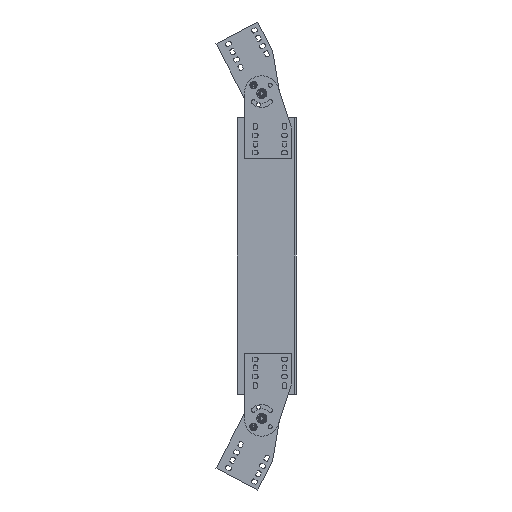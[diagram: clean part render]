
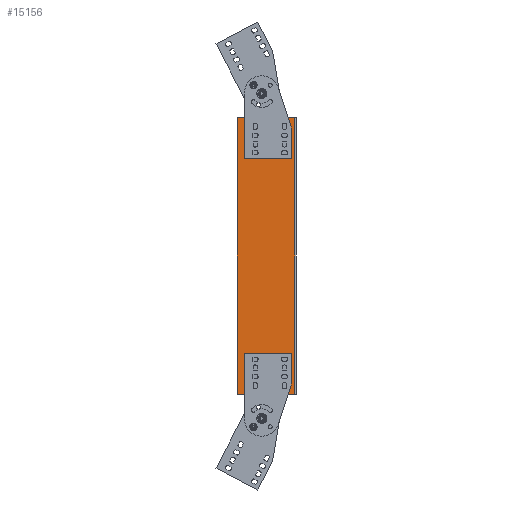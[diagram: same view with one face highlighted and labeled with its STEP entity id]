
A CAD part, left-side view. The second image highlights one B-rep face of the part: STEP entity #15156.
In plain terms, the highlighted planar face has unit normal (-1, 0, 0).
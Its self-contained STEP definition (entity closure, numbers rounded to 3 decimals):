
#4368 = VECTOR ( 'NONE', #19221, 1000. ) ;
#4371 = LINE ( 'NONE', #19223, #4368 ) ;
#4496 = VECTOR ( 'NONE', #19041, 1000. ) ;
#4500 = VECTOR ( 'NONE', #19054, 1000. ) ;
#4503 = LINE ( 'NONE', #19104, #4500 ) ;
#4504 = VECTOR ( 'NONE', #19061, 1000. ) ;
#4507 = LINE ( 'NONE', #19069, #4504 ) ;
#4512 = LINE ( 'NONE', #19142, #4496 ) ;
#5444 = AXIS2_PLACEMENT_3D ( 'NONE', #6910, #6899, #6896 ) ;
#6896 = DIRECTION ( 'NONE',  ( 0., -1., 0. ) ) ;
#6899 = DIRECTION ( 'NONE',  ( 1., 0., 0. ) ) ;
#6902 = PLANE ( 'NONE',  #5444 ) ;
#6910 = CARTESIAN_POINT ( 'NONE',  ( -284.243, 78.367, -235. ) ) ;
#9798 = FACE_OUTER_BOUND ( 'NONE', #25661, .T. ) ;
#10978 = EDGE_CURVE ( 'NONE', #25196, #25034, #14764, .T. ) ;
#11004 = EDGE_CURVE ( 'NONE', #25196, #24594, #14721, .T. ) ;
#11029 = EDGE_CURVE ( 'NONE', #24504, #25216, #14674, .T. ) ;
#11047 = EDGE_CURVE ( 'NONE', #24426, #25092, #14651, .T. ) ;
#11088 = EDGE_CURVE ( 'NONE', #24504, #24603, #14584, .T. ) ;
#11108 = EDGE_CURVE ( 'NONE', #24608, #25034, #14553, .T. ) ;
#11141 = EDGE_CURVE ( 'NONE', #24594, #24426, #14508, .T. ) ;
#11171 = EDGE_CURVE ( 'NONE', #24603, #24608, #14461, .T. ) ;
#11225 = EDGE_CURVE ( 'NONE', #24947, #25092, #14394, .T. ) ;
#11451 = EDGE_CURVE ( 'NONE', #25216, #24781, #14077, .T. ) ;
#14075 = VECTOR ( 'NONE', #16339, 1000. ) ;
#14077 = LINE ( 'NONE', #16324, #14075 ) ;
#14389 = VECTOR ( 'NONE', #19854, 1000. ) ;
#14394 = LINE ( 'NONE', #19860, #14389 ) ;
#14458 = VECTOR ( 'NONE', #20125, 1000. ) ;
#14461 = LINE ( 'NONE', #20126, #14458 ) ;
#14505 = VECTOR ( 'NONE', #20253, 1000. ) ;
#14508 = LINE ( 'NONE', #20262, #14505 ) ;
#14550 = VECTOR ( 'NONE', #20390, 1000. ) ;
#14553 = LINE ( 'NONE', #20391, #14550 ) ;
#14581 = VECTOR ( 'NONE', #20460, 1000. ) ;
#14584 = LINE ( 'NONE', #20461, #14581 ) ;
#14643 = VECTOR ( 'NONE', #20604, 1000. ) ;
#14651 = LINE ( 'NONE', #20613, #14643 ) ;
#14672 = VECTOR ( 'NONE', #19759, 1000. ) ;
#14674 = LINE ( 'NONE', #19781, #14672 ) ;
#14716 = VECTOR ( 'NONE', #19939, 1000. ) ;
#14721 = LINE ( 'NONE', #19950, #14716 ) ;
#14756 = VECTOR ( 'NONE', #20175, 1000. ) ;
#14764 = LINE ( 'NONE', #20159, #14756 ) ;
#15156 = ADVANCED_FACE ( 'NONE', ( #9798 ), #6902, .F. ) ;
#16324 = CARTESIAN_POINT ( 'NONE',  ( -284.243, 78.367, 235. ) ) ;
#16339 = DIRECTION ( 'NONE',  ( 0., 1., 0. ) ) ;
#17466 = CARTESIAN_POINT ( 'NONE',  ( -284.243, -13.633, 165. ) ) ;
#17649 = CARTESIAN_POINT ( 'NONE',  ( -284.243, -13.633, -219. ) ) ;
#17655 = CARTESIAN_POINT ( 'NONE',  ( -284.243, -8.434, -235. ) ) ;
#17667 = CARTESIAN_POINT ( 'NONE',  ( -284.243, 66.367, -235. ) ) ;
#17760 = CARTESIAN_POINT ( 'NONE',  ( -284.243, 78.367, -235. ) ) ;
#17783 = CARTESIAN_POINT ( 'NONE',  ( -284.243, -19.833, -235. ) ) ;
#19041 = DIRECTION ( 'NONE',  ( 0., -1., 0. ) ) ;
#19054 = DIRECTION ( 'NONE',  ( 0., 0., 1. ) ) ;
#19061 = DIRECTION ( 'NONE',  ( 0., -0.309, -0.951 ) ) ;
#19069 = CARTESIAN_POINT ( 'NONE',  ( -284.243, -42.057, 131.521 ) ) ;
#19104 = CARTESIAN_POINT ( 'NONE',  ( -284.243, 66.367, 109.287 ) ) ;
#19142 = CARTESIAN_POINT ( 'NONE',  ( -284.243, 26.373, 165. ) ) ;
#19221 = DIRECTION ( 'NONE',  ( 0., 0., -1. ) ) ;
#19223 = CARTESIAN_POINT ( 'NONE',  ( -284.243, -13.633, 109.287 ) ) ;
#19759 = DIRECTION ( 'NONE',  ( 0., 0., 1. ) ) ;
#19781 = CARTESIAN_POINT ( 'NONE',  ( -284.243, -19.833, -235. ) ) ;
#19854 = DIRECTION ( 'NONE',  ( 0., 1., 0. ) ) ;
#19860 = CARTESIAN_POINT ( 'NONE',  ( -284.243, 78.367, 235. ) ) ;
#19939 = DIRECTION ( 'NONE',  ( 0., 0., -1. ) ) ;
#19950 = CARTESIAN_POINT ( 'NONE',  ( -284.243, 66.367, -109.287 ) ) ;
#20125 = DIRECTION ( 'NONE',  ( 0., -0.309, 0.951 ) ) ;
#20126 = CARTESIAN_POINT ( 'NONE',  ( -284.243, -42.057, -131.521 ) ) ;
#20159 = CARTESIAN_POINT ( 'NONE',  ( -284.243, 26.373, -165. ) ) ;
#20175 = DIRECTION ( 'NONE',  ( 0., -1., 0. ) ) ;
#20253 = DIRECTION ( 'NONE',  ( 0., 1., 0. ) ) ;
#20262 = CARTESIAN_POINT ( 'NONE',  ( -284.243, 78.367, -235. ) ) ;
#20390 = DIRECTION ( 'NONE',  ( 0., 0., 1. ) ) ;
#20391 = CARTESIAN_POINT ( 'NONE',  ( -284.243, -13.633, -109.287 ) ) ;
#20460 = DIRECTION ( 'NONE',  ( 0., 1., 0. ) ) ;
#20461 = CARTESIAN_POINT ( 'NONE',  ( -284.243, 78.367, -235. ) ) ;
#20604 = DIRECTION ( 'NONE',  ( 0., 0., 1. ) ) ;
#20613 = CARTESIAN_POINT ( 'NONE',  ( -284.243, 78.367, -235. ) ) ;
#20730 = CARTESIAN_POINT ( 'NONE',  ( -284.243, 66.367, 235. ) ) ;
#20955 = CARTESIAN_POINT ( 'NONE',  ( -284.243, 66.367, 165. ) ) ;
#21193 = CARTESIAN_POINT ( 'NONE',  ( -284.243, -13.633, 219. ) ) ;
#21251 = CARTESIAN_POINT ( 'NONE',  ( -284.243, -19.833, 235. ) ) ;
#21258 = CARTESIAN_POINT ( 'NONE',  ( -284.243, 66.367, -165. ) ) ;
#21351 = CARTESIAN_POINT ( 'NONE',  ( -284.243, 78.367, 235. ) ) ;
#21379 = CARTESIAN_POINT ( 'NONE',  ( -284.243, -8.434, 235. ) ) ;
#21423 = CARTESIAN_POINT ( 'NONE',  ( -284.243, -13.633, -165. ) ) ;
#22072 = EDGE_CURVE ( 'NONE', #24781, #24828, #4507, .T. ) ;
#22074 = EDGE_CURVE ( 'NONE', #25643, #24947, #4503, .T. ) ;
#22076 = EDGE_CURVE ( 'NONE', #25643, #24751, #4512, .T. ) ;
#22149 = EDGE_CURVE ( 'NONE', #24828, #24751, #4371, .T. ) ;
#22752 = ORIENTED_EDGE ( 'NONE', *, *, #11451, .T. ) ;
#22753 = ORIENTED_EDGE ( 'NONE', *, *, #11029, .T. ) ;
#22754 = ORIENTED_EDGE ( 'NONE', *, *, #11088, .F. ) ;
#22755 = ORIENTED_EDGE ( 'NONE', *, *, #11171, .F. ) ;
#22756 = ORIENTED_EDGE ( 'NONE', *, *, #11108, .F. ) ;
#22757 = ORIENTED_EDGE ( 'NONE', *, *, #10978, .T. ) ;
#22758 = ORIENTED_EDGE ( 'NONE', *, *, #11004, .F. ) ;
#22759 = ORIENTED_EDGE ( 'NONE', *, *, #11141, .F. ) ;
#22760 = ORIENTED_EDGE ( 'NONE', *, *, #11047, .F. ) ;
#22761 = ORIENTED_EDGE ( 'NONE', *, *, #11225, .T. ) ;
#22762 = ORIENTED_EDGE ( 'NONE', *, *, #22074, .T. ) ;
#22763 = ORIENTED_EDGE ( 'NONE', *, *, #22076, .F. ) ;
#22764 = ORIENTED_EDGE ( 'NONE', *, *, #22149, .T. ) ;
#22765 = ORIENTED_EDGE ( 'NONE', *, *, #22072, .T. ) ;
#24426 = VERTEX_POINT ( 'NONE', #17760 ) ;
#24504 = VERTEX_POINT ( 'NONE', #17783 ) ;
#24594 = VERTEX_POINT ( 'NONE', #17667 ) ;
#24603 = VERTEX_POINT ( 'NONE', #17655 ) ;
#24608 = VERTEX_POINT ( 'NONE', #17649 ) ;
#24751 = VERTEX_POINT ( 'NONE', #17466 ) ;
#24781 = VERTEX_POINT ( 'NONE', #21379 ) ;
#24828 = VERTEX_POINT ( 'NONE', #21193 ) ;
#24947 = VERTEX_POINT ( 'NONE', #20730 ) ;
#25034 = VERTEX_POINT ( 'NONE', #21423 ) ;
#25092 = VERTEX_POINT ( 'NONE', #21351 ) ;
#25196 = VERTEX_POINT ( 'NONE', #21258 ) ;
#25216 = VERTEX_POINT ( 'NONE', #21251 ) ;
#25643 = VERTEX_POINT ( 'NONE', #20955 ) ;
#25661 = EDGE_LOOP ( 'NONE', ( #22765, #22764, #22763, #22762, #22761, #22760, #22759, #22758, #22757, #22756, #22755, #22754, #22753, #22752 ) ) ;
